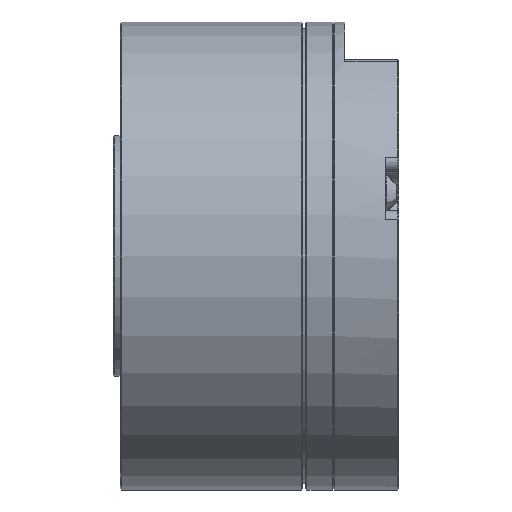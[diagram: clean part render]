
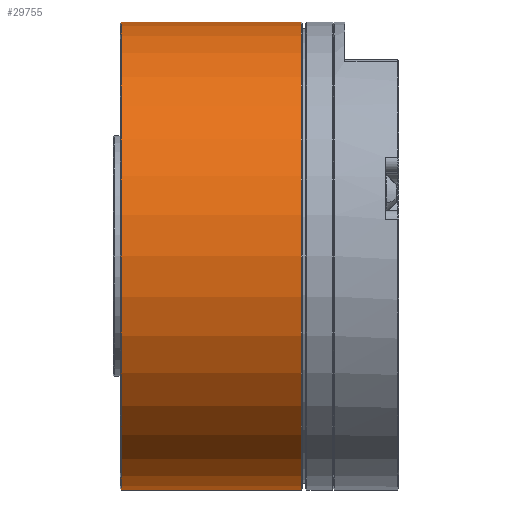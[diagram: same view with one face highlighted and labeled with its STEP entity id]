
A CAD part, left-side view. The second image highlights one B-rep face of the part: STEP entity #29755.
In plain terms, the highlighted cylindrical face has radius 34 mm (diameter 68 mm), a partial arc.
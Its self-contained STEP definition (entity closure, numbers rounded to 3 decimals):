
#5090=DIRECTION('',(0.,-1.,0.));
#5091=VECTOR('',#5090,26.2);
#5092=CARTESIAN_POINT('',(0.,-1.15,-34.));
#5093=LINE('',#5092,#5091);
#5127=CARTESIAN_POINT('',(0.,-1.15,0.));
#5128=DIRECTION('',(0.,-1.,0.));
#5129=DIRECTION('',(0.,0.,1.));
#5130=AXIS2_PLACEMENT_3D('',#5127,#5128,#5129);
#5132=DIRECTION('',(0.,-1.,0.));
#5133=VECTOR('',#5132,26.2);
#5134=CARTESIAN_POINT('',(0.,-1.15,34.));
#5135=LINE('',#5134,#5133);
#5136=CARTESIAN_POINT('',(0.,-27.35,0.));
#5137=DIRECTION('',(0.,1.,0.));
#5138=DIRECTION('',(0.,0.,-1.));
#5139=AXIS2_PLACEMENT_3D('',#5136,#5137,#5138);
#20261=CARTESIAN_POINT('',(0.,-27.35,34.));
#20262=CARTESIAN_POINT('',(0.,-27.35,-34.));
#20263=VERTEX_POINT('',#20261);
#20264=VERTEX_POINT('',#20262);
#20265=CARTESIAN_POINT('',(0.,-1.15,-34.));
#20266=CARTESIAN_POINT('',(0.,-1.15,34.));
#20267=VERTEX_POINT('',#20265);
#20268=VERTEX_POINT('',#20266);
#29743=CARTESIAN_POINT('',(0.,0.,0.));
#29744=DIRECTION('',(0.,1.,0.));
#29745=DIRECTION('',(0.,0.,1.));
#29746=AXIS2_PLACEMENT_3D('',#29743,#29744,#29745);
#29747=CYLINDRICAL_SURFACE('',#29746,34.);
#29748=ORIENTED_EDGE('',*,*,#29737,.F.);
#29749=ORIENTED_EDGE('',*,*,#29693,.T.);
#29751=ORIENTED_EDGE('',*,*,#29750,.F.);
#29752=ORIENTED_EDGE('',*,*,#29690,.F.);
#29753=EDGE_LOOP('',(#29748,#29749,#29751,#29752));
#29754=FACE_OUTER_BOUND('',#29753,.F.);
#29755=ADVANCED_FACE('',(#29754),#29747,.T.);
#5131=CIRCLE('',#5130,34.);
#5140=CIRCLE('',#5139,34.);
#29690=EDGE_CURVE('',#20267,#20264,#5093,.T.);
#29693=EDGE_CURVE('',#20268,#20263,#5135,.T.);
#29737=EDGE_CURVE('',#20268,#20267,#5131,.T.);
#29750=EDGE_CURVE('',#20264,#20263,#5140,.T.);
